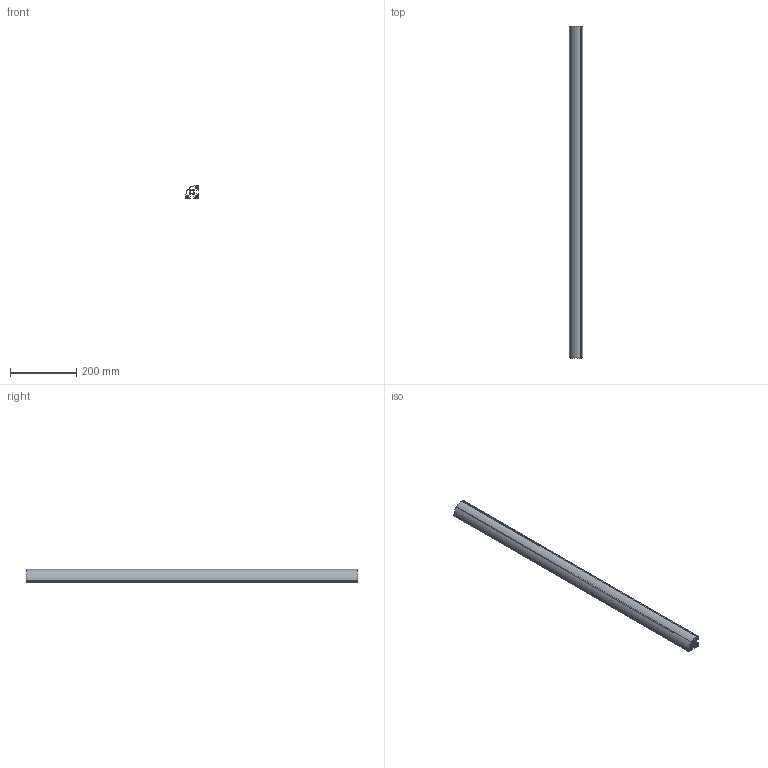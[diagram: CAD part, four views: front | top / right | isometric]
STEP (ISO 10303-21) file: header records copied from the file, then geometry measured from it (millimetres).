
FILE_DESCRIPTION(('STEP AP203'),'1');
FILE_NAME('BASE10B0123.stp','2023-10-13T10:29:53',(' '),(' '),'Spatial InterOp 3D',' ',' ');
FILE_SCHEMA(('CONFIG_CONTROL_DESIGN'));
Length unit declared in the file: millimetre
Products named in the file (1): Profilé 10 R40-90°
Bounding box: 40 x 1000 x 40 mm (x, y, z)
Volume: 489403.2 mm3; surface area: 463390.9 mm2
Topology: 1 solids, 1 shells, 104 faces, 306 edges, 204 vertices
Faces by surface type: plane 78, cylinder 26
Entity records: 3580 total; most frequent: CARTESIAN_POINT 615, ORIENTED_EDGE 612, DIRECTION 568, EDGE_CURVE 306, LINE 254, VECTOR 254, VERTEX_POINT 204, AXIS2_PLACEMENT_3D 157
